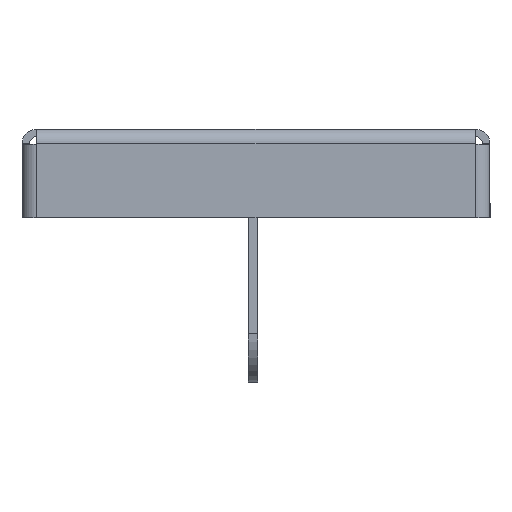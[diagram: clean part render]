
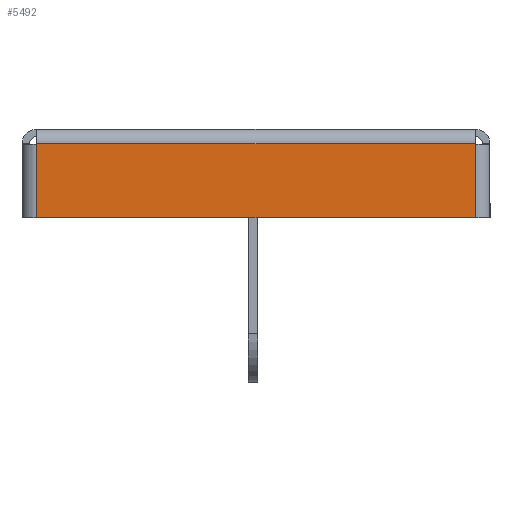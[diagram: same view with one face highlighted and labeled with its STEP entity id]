
A CAD part, left-side view. The second image highlights one B-rep face of the part: STEP entity #5492.
In plain terms, the highlighted planar face has unit normal (-1, 0, 0).
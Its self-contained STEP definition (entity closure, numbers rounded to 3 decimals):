
#173 = EDGE_CURVE ( 'NONE', #10432, #1711, #2733, .T. ) ;
#258 = CARTESIAN_POINT ( 'NONE',  ( -192.8, -47.5, -3. ) ) ;
#513 = CARTESIAN_POINT ( 'NONE',  ( -192.8, 44.5, -3.1 ) ) ;
#677 = CARTESIAN_POINT ( 'NONE',  ( -192.8, -44.5, 0. ) ) ;
#848 = ORIENTED_EDGE ( 'NONE', *, *, #6229, .F. ) ;
#1055 = DIRECTION ( 'NONE',  ( 0., 1., 0. ) ) ;
#1093 = VERTEX_POINT ( 'NONE', #513 ) ;
#1128 = CARTESIAN_POINT ( 'NONE',  ( -192.8, 44.5, 0. ) ) ;
#1244 = CARTESIAN_POINT ( 'NONE',  ( -192.8, 44.5, -3. ) ) ;
#1252 = EDGE_CURVE ( 'NONE', #1711, #9842, #10340, .T. ) ;
#1326 = ORIENTED_EDGE ( 'NONE', *, *, #6111, .T. ) ;
#1415 = DIRECTION ( 'NONE',  ( 0., 0., 1. ) ) ;
#1608 = FACE_OUTER_BOUND ( 'NONE', #4789, .T. ) ;
#1700 = CARTESIAN_POINT ( 'NONE',  ( -192.8, -44.5, -3. ) ) ;
#1711 = VERTEX_POINT ( 'NONE', #1700 ) ;
#1730 = VERTEX_POINT ( 'NONE', #8764 ) ;
#1933 = LINE ( 'NONE', #7239, #4870 ) ;
#2519 = DIRECTION ( 'NONE',  ( 0., 0., -1. ) ) ;
#2638 = DIRECTION ( 'NONE',  ( 0., 0., -1. ) ) ;
#2733 = LINE ( 'NONE', #258, #9416 ) ;
#3447 = CARTESIAN_POINT ( 'NONE',  ( -192.8, 0., 0. ) ) ;
#4154 = LINE ( 'NONE', #5943, #5033 ) ;
#4599 = DIRECTION ( 'NONE',  ( 0., 0., 1. ) ) ;
#4789 = EDGE_LOOP ( 'NONE', ( #848, #1326, #6624, #9359, #8033, #5840 ) ) ;
#4870 = VECTOR ( 'NONE', #1055, 1000. ) ;
#4887 = CARTESIAN_POINT ( 'NONE',  ( -192.8, -44.5, -18. ) ) ;
#5033 = VECTOR ( 'NONE', #9477, 1000. ) ;
#5476 = EDGE_CURVE ( 'NONE', #9781, #1093, #4154, .T. ) ;
#5492 = ADVANCED_FACE ( 'NONE', ( #1608 ), #10454, .F. ) ;
#5840 = ORIENTED_EDGE ( 'NONE', *, *, #5476, .F. ) ;
#5943 = CARTESIAN_POINT ( 'NONE',  ( -192.8, 44.5, 0. ) ) ;
#6111 = EDGE_CURVE ( 'NONE', #1730, #9842, #9274, .T. ) ;
#6229 = EDGE_CURVE ( 'NONE', #1730, #9781, #1933, .T. ) ;
#6267 = DIRECTION ( 'NONE',  ( 0., -1., 0. ) ) ;
#6624 = ORIENTED_EDGE ( 'NONE', *, *, #1252, .F. ) ;
#7005 = EDGE_CURVE ( 'NONE', #1093, #10432, #9050, .T. ) ;
#7239 = CARTESIAN_POINT ( 'NONE',  ( -192.8, -47.5, -18. ) ) ;
#7261 = VECTOR ( 'NONE', #4599, 1000. ) ;
#7952 = DIRECTION ( 'NONE',  ( 1., 0., 0. ) ) ;
#8033 = ORIENTED_EDGE ( 'NONE', *, *, #7005, .F. ) ;
#8331 = CARTESIAN_POINT ( 'NONE',  ( -192.8, -44.5, -3.1 ) ) ;
#8764 = CARTESIAN_POINT ( 'NONE',  ( -192.8, -44.5, -18. ) ) ;
#9050 = LINE ( 'NONE', #1128, #7261 ) ;
#9102 = AXIS2_PLACEMENT_3D ( 'NONE', #3447, #7952, #2638 ) ;
#9274 = LINE ( 'NONE', #4887, #10403 ) ;
#9359 = ORIENTED_EDGE ( 'NONE', *, *, #173, .F. ) ;
#9416 = VECTOR ( 'NONE', #6267, 1000. ) ;
#9477 = DIRECTION ( 'NONE',  ( 0., 0., 1. ) ) ;
#9781 = VERTEX_POINT ( 'NONE', #11108 ) ;
#9842 = VERTEX_POINT ( 'NONE', #8331 ) ;
#10340 = LINE ( 'NONE', #677, #10701 ) ;
#10403 = VECTOR ( 'NONE', #1415, 1000. ) ;
#10432 = VERTEX_POINT ( 'NONE', #1244 ) ;
#10454 = PLANE ( 'NONE',  #9102 ) ;
#10701 = VECTOR ( 'NONE', #2519, 1000. ) ;
#11108 = CARTESIAN_POINT ( 'NONE',  ( -192.8, 44.5, -18. ) ) ;
